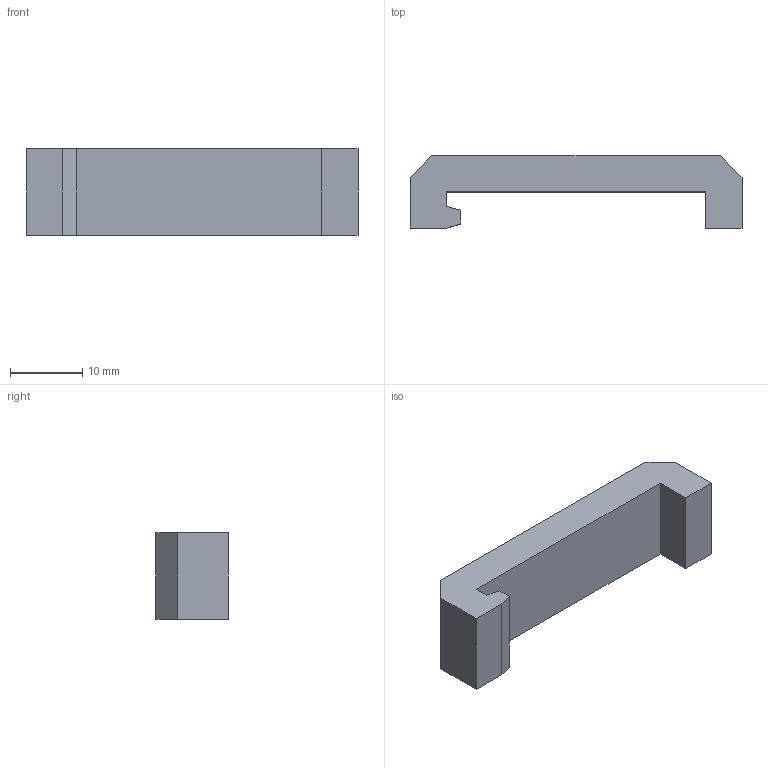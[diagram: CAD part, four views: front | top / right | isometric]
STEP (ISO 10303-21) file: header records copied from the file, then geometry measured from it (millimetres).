
FILE_DESCRIPTION((''),'2;1');
FILE_NAME('2300_16.stp','2006-06-20T15:13:42',('maffial1'),(''),'Autodesk Inventor 11','Autodesk Inventor 11','');
FILE_SCHEMA(('AUTOMOTIVE_DESIGN { 1 0 10303 214 1 1 1 1 }'));
Length unit declared in the file: millimetre
Products named in the file (1): 2300_16
Bounding box: 46 x 10 x 12 mm (x, y, z)
Volume: 3041.7 mm3; surface area: 2082.6 mm2
Topology: 1 solids, 1 shells, 20 faces, 51 edges, 34 vertices
Faces by surface type: plane 18, cylinder 2
Entity records: 622 total; most frequent: CARTESIAN_POINT 106, ORIENTED_EDGE 102, DIRECTION 97, EDGE_CURVE 51, VECTOR 47, LINE 47, VERTEX_POINT 34, AXIS2_PLACEMENT_3D 25
